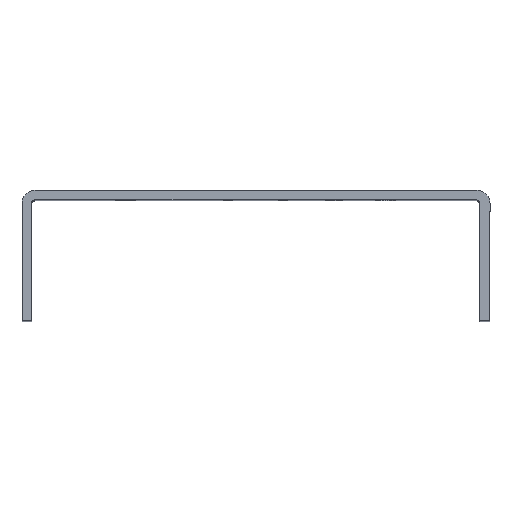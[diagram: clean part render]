
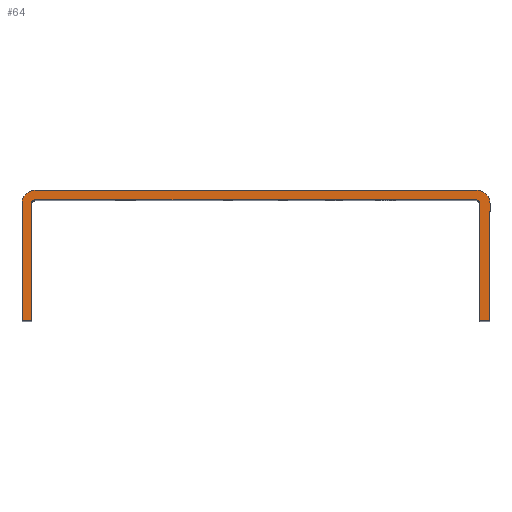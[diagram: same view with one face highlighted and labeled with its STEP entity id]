
A CAD part, top view. The second image highlights one B-rep face of the part: STEP entity #64.
In plain terms, the highlighted planar face has unit normal (0, 0, 1).
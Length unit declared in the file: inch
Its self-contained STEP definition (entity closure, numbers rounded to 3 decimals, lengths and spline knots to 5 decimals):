
#8 = CARTESIAN_POINT ( 'NONE',  ( 5.503, -0.125, 0.75 ) ) ;
#13 = EDGE_CURVE ( 'NONE', #2337, #2373, #1135, .T. ) ;
#63 = DIRECTION ( 'NONE',  ( 0., -1., 0. ) ) ;
#64 = ADVANCED_FACE ( 'NONE', ( #2888 ), #1304, .T. ) ;
#180 = LINE ( 'NONE', #469, #1492 ) ;
#245 = CARTESIAN_POINT ( 'NONE',  ( 1.221, -1.2534, 0.75 ) ) ;
#256 = DIRECTION ( 'NONE',  ( 0., -1., 0. ) ) ;
#295 = AXIS2_PLACEMENT_3D ( 'NONE', #1437, #3202, #1686 ) ;
#308 = VERTEX_POINT ( 'NONE', #699 ) ;
#382 = EDGE_CURVE ( 'NONE', #720, #1452, #180, .T. ) ;
#396 = EDGE_CURVE ( 'NONE', #2337, #980, #2681, .T. ) ;
#447 = CARTESIAN_POINT ( 'NONE',  ( 1.25, -0.093, 0.75 ) ) ;
#469 = CARTESIAN_POINT ( 'NONE',  ( 5.628, -1.2534, 0.75 ) ) ;
#470 = VECTOR ( 'NONE', #1724, 39.37008 ) ;
#474 = ORIENTED_EDGE ( 'NONE', *, *, #857, .T. ) ;
#518 = CARTESIAN_POINT ( 'NONE',  ( 1.221, -0.122, 0.75 ) ) ;
#549 = CARTESIAN_POINT ( 'NONE',  ( 1.128, -0.125, 0.75 ) ) ;
#560 = CARTESIAN_POINT ( 'NONE',  ( 5.529, -1.2534, 0.75 ) ) ;
#563 = EDGE_CURVE ( 'NONE', #2912, #720, #979, .T. ) ;
#599 = CARTESIAN_POINT ( 'NONE',  ( 5.5, -0.093, 0.75 ) ) ;
#622 = VERTEX_POINT ( 'NONE', #1717 ) ;
#640 = ORIENTED_EDGE ( 'NONE', *, *, #2687, .T. ) ;
#651 = CIRCLE ( 'NONE', #295, 0.029 ) ;
#657 = CARTESIAN_POINT ( 'NONE',  ( 5.628, 0., 0.75 ) ) ;
#693 = CARTESIAN_POINT ( 'NONE',  ( 1.253, -0.125, 0.75 ) ) ;
#699 = CARTESIAN_POINT ( 'NONE',  ( 5.503, 0., 0.75 ) ) ;
#720 = VERTEX_POINT ( 'NONE', #2909 ) ;
#746 = ORIENTED_EDGE ( 'NONE', *, *, #2119, .T. ) ;
#752 = AXIS2_PLACEMENT_3D ( 'NONE', #8, #1742, #256 ) ;
#844 = CARTESIAN_POINT ( 'NONE',  ( 5.529, -0.122, 0.75 ) ) ;
#857 = EDGE_CURVE ( 'NONE', #1396, #980, #2679, .T. ) ;
#902 = EDGE_CURVE ( 'NONE', #2912, #308, #1862, .T. ) ;
#916 = LINE ( 'NONE', #3065, #1213 ) ;
#917 = DIRECTION ( 'NONE',  ( 0., 0., -1. ) ) ;
#926 = DIRECTION ( 'NONE',  ( 0., -1., 0. ) ) ;
#975 = DIRECTION ( 'NONE',  ( 1., 0., 0. ) ) ;
#979 = LINE ( 'NONE', #1498, #2214 ) ;
#980 = VERTEX_POINT ( 'NONE', #2512 ) ;
#1013 = VECTOR ( 'NONE', #2640, 39.37008 ) ;
#1114 = LINE ( 'NONE', #1289, #1514 ) ;
#1135 = LINE ( 'NONE', #245, #470 ) ;
#1153 = DIRECTION ( 'NONE',  ( 0., -1., 0. ) ) ;
#1154 = DIRECTION ( 'NONE',  ( 0., -1., 0. ) ) ;
#1159 = CARTESIAN_POINT ( 'NONE',  ( 5.628, -0.125, 0.75 ) ) ;
#1175 = ORIENTED_EDGE ( 'NONE', *, *, #382, .F. ) ;
#1200 = EDGE_CURVE ( 'NONE', #308, #622, #1648, .T. ) ;
#1213 = VECTOR ( 'NONE', #1549, 39.37008 ) ;
#1248 = EDGE_CURVE ( 'NONE', #622, #1396, #2995, .T. ) ;
#1289 = CARTESIAN_POINT ( 'NONE',  ( 1.221, -0.093, 0.75 ) ) ;
#1304 = PLANE ( 'NONE',  #1825 ) ;
#1354 = VECTOR ( 'NONE', #2203, 39.37008 ) ;
#1359 = ORIENTED_EDGE ( 'NONE', *, *, #1596, .T. ) ;
#1396 = VERTEX_POINT ( 'NONE', #549 ) ;
#1398 = CARTESIAN_POINT ( 'NONE',  ( 1.25, -0.122, 0.75 ) ) ;
#1418 = VERTEX_POINT ( 'NONE', #844 ) ;
#1437 = CARTESIAN_POINT ( 'NONE',  ( 5.5, -0.122, 0.75 ) ) ;
#1452 = VERTEX_POINT ( 'NONE', #560 ) ;
#1492 = VECTOR ( 'NONE', #1951, 39.37008 ) ;
#1498 = CARTESIAN_POINT ( 'NONE',  ( 5.628, 0., 0.75 ) ) ;
#1514 = VECTOR ( 'NONE', #975, 39.37008 ) ;
#1534 = ORIENTED_EDGE ( 'NONE', *, *, #13, .T. ) ;
#1546 = DIRECTION ( 'NONE',  ( 0., -1., 0. ) ) ;
#1549 = DIRECTION ( 'NONE',  ( 0., -1., 0. ) ) ;
#1596 = EDGE_CURVE ( 'NONE', #2373, #2260, #2053, .T. ) ;
#1648 = LINE ( 'NONE', #657, #1013 ) ;
#1686 = DIRECTION ( 'NONE',  ( 0., -1., 0. ) ) ;
#1717 = CARTESIAN_POINT ( 'NONE',  ( 1.253, 0., 0.75 ) ) ;
#1724 = DIRECTION ( 'NONE',  ( 0., 1., 0. ) ) ;
#1742 = DIRECTION ( 'NONE',  ( 0., 0., 1. ) ) ;
#1825 = AXIS2_PLACEMENT_3D ( 'NONE', #2047, #3055, #63 ) ;
#1862 = CIRCLE ( 'NONE', #752, 0.125 ) ;
#1951 = DIRECTION ( 'NONE',  ( -1., 0., 0. ) ) ;
#2047 = CARTESIAN_POINT ( 'NONE',  ( 5.628, 0., 0.75 ) ) ;
#2053 = CIRCLE ( 'NONE', #3075, 0.029 ) ;
#2071 = ORIENTED_EDGE ( 'NONE', *, *, #902, .T. ) ;
#2092 = VECTOR ( 'NONE', #1546, 39.37008 ) ;
#2119 = EDGE_CURVE ( 'NONE', #2260, #2749, #1114, .T. ) ;
#2128 = AXIS2_PLACEMENT_3D ( 'NONE', #693, #2411, #926 ) ;
#2203 = DIRECTION ( 'NONE',  ( -1., 0., 0. ) ) ;
#2214 = VECTOR ( 'NONE', #1153, 39.37008 ) ;
#2260 = VERTEX_POINT ( 'NONE', #447 ) ;
#2337 = VERTEX_POINT ( 'NONE', #2878 ) ;
#2346 = CARTESIAN_POINT ( 'NONE',  ( 1.128, 0., 0.75 ) ) ;
#2373 = VERTEX_POINT ( 'NONE', #518 ) ;
#2408 = ORIENTED_EDGE ( 'NONE', *, *, #396, .F. ) ;
#2411 = DIRECTION ( 'NONE',  ( 0., 0., 1. ) ) ;
#2454 = CARTESIAN_POINT ( 'NONE',  ( 5.628, -1.2534, 0.75 ) ) ;
#2487 = ORIENTED_EDGE ( 'NONE', *, *, #1248, .T. ) ;
#2512 = CARTESIAN_POINT ( 'NONE',  ( 1.128, -1.2534, 0.75 ) ) ;
#2640 = DIRECTION ( 'NONE',  ( -1., 0., 0. ) ) ;
#2656 = ORIENTED_EDGE ( 'NONE', *, *, #563, .F. ) ;
#2679 = LINE ( 'NONE', #2346, #2092 ) ;
#2681 = LINE ( 'NONE', #2454, #1354 ) ;
#2687 = EDGE_CURVE ( 'NONE', #1418, #1452, #916, .T. ) ;
#2749 = VERTEX_POINT ( 'NONE', #599 ) ;
#2822 = EDGE_LOOP ( 'NONE', ( #2656, #2071, #3225, #2487, #474, #2408, #1534, #1359, #746, #3035, #640, #1175 ) ) ;
#2878 = CARTESIAN_POINT ( 'NONE',  ( 1.221, -1.2534, 0.75 ) ) ;
#2888 = FACE_OUTER_BOUND ( 'NONE', #2822, .T. ) ;
#2909 = CARTESIAN_POINT ( 'NONE',  ( 5.628, -1.2534, 0.75 ) ) ;
#2912 = VERTEX_POINT ( 'NONE', #1159 ) ;
#2995 = CIRCLE ( 'NONE', #2128, 0.125 ) ;
#3024 = EDGE_CURVE ( 'NONE', #2749, #1418, #651, .T. ) ;
#3035 = ORIENTED_EDGE ( 'NONE', *, *, #3024, .T. ) ;
#3055 = DIRECTION ( 'NONE',  ( 0., 0., 1. ) ) ;
#3065 = CARTESIAN_POINT ( 'NONE',  ( 5.529, -0.093, 0.75 ) ) ;
#3075 = AXIS2_PLACEMENT_3D ( 'NONE', #1398, #917, #1154 ) ;
#3202 = DIRECTION ( 'NONE',  ( 0., 0., -1. ) ) ;
#3225 = ORIENTED_EDGE ( 'NONE', *, *, #1200, .T. ) ;
